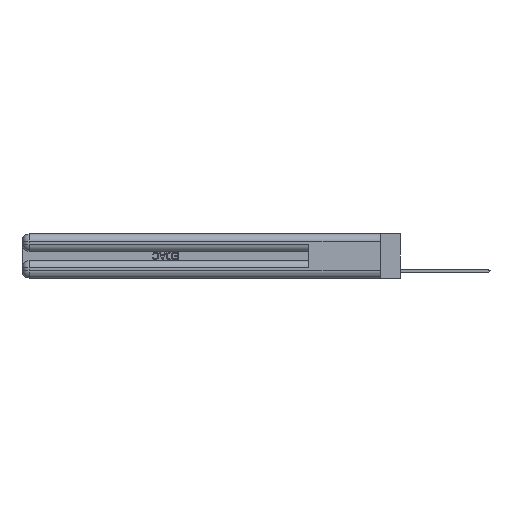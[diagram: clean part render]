
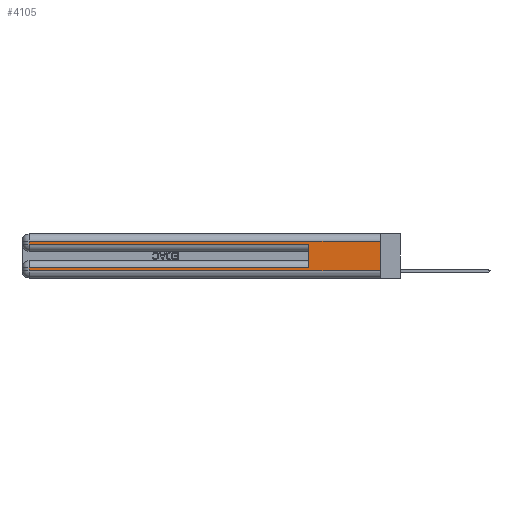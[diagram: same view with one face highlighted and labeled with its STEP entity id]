
A CAD part, left-side view. The second image highlights one B-rep face of the part: STEP entity #4105.
In plain terms, the highlighted planar face has unit normal (-1, 0, 0).
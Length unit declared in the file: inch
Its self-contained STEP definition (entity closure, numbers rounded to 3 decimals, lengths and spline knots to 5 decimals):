
#727 = CARTESIAN_POINT ( 'NONE',  ( 0., 0.6, 0.085 ) ) ;
#995 = VECTOR ( 'NONE', #4261, 39.37008 ) ;
#1227 = AXIS2_PLACEMENT_3D ( 'NONE', #30253, #5605, #26172 ) ;
#1722 = ORIENTED_EDGE ( 'NONE', *, *, #22129, .F. ) ;
#4105 = ADVANCED_FACE ( 'NONE', ( #9867 ), #26331, .F. ) ;
#4261 = DIRECTION ( 'NONE',  ( 0., -1., 0. ) ) ;
#4488 = CARTESIAN_POINT ( 'NONE',  ( 0., 0., 0.085 ) ) ;
#4762 = VECTOR ( 'NONE', #24793, 39.37008 ) ;
#5073 = DIRECTION ( 'NONE',  ( 0., 0., -1. ) ) ;
#5605 = DIRECTION ( 'NONE',  ( 1., 0., 0. ) ) ;
#6030 = VERTEX_POINT ( 'NONE', #17682 ) ;
#6257 = CARTESIAN_POINT ( 'NONE',  ( 0., 2.94, 0.06 ) ) ;
#6427 = VECTOR ( 'NONE', #15343, 39.37008 ) ;
#6486 = ORIENTED_EDGE ( 'NONE', *, *, #30496, .T. ) ;
#6566 = EDGE_CURVE ( 'NONE', #7238, #17475, #14307, .T. ) ;
#6824 = VECTOR ( 'NONE', #25056, 39.37008 ) ;
#7238 = VERTEX_POINT ( 'NONE', #727 ) ;
#7270 = CARTESIAN_POINT ( 'NONE',  ( 0., 2.94, 0.37 ) ) ;
#7920 = LINE ( 'NONE', #21071, #8903 ) ;
#8623 = LINE ( 'NONE', #18909, #9132 ) ;
#8903 = VECTOR ( 'NONE', #10456, 39.37008 ) ;
#9132 = VECTOR ( 'NONE', #29179, 39.37008 ) ;
#9595 = CARTESIAN_POINT ( 'NONE',  ( 0., 0., 0.06 ) ) ;
#9867 = FACE_OUTER_BOUND ( 'NONE', #12110, .T. ) ;
#10456 = DIRECTION ( 'NONE',  ( 0., 0., -1. ) ) ;
#12110 = EDGE_LOOP ( 'NONE', ( #1722, #23392, #32773, #15668, #18932, #28891, #15232, #6486 ) ) ;
#13245 = VERTEX_POINT ( 'NONE', #28100 ) ;
#13516 = VERTEX_POINT ( 'NONE', #15221 ) ;
#13963 = DIRECTION ( 'NONE',  ( 0., 0., 1. ) ) ;
#14099 = EDGE_CURVE ( 'NONE', #27572, #23685, #7920, .T. ) ;
#14138 = LINE ( 'NONE', #26755, #27710 ) ;
#14307 = LINE ( 'NONE', #4488, #6824 ) ;
#15221 = CARTESIAN_POINT ( 'NONE',  ( 0., 0., 0.31 ) ) ;
#15232 = ORIENTED_EDGE ( 'NONE', *, *, #29186, .T. ) ;
#15343 = DIRECTION ( 'NONE',  ( 0., 0., -1. ) ) ;
#15668 = ORIENTED_EDGE ( 'NONE', *, *, #19595, .T. ) ;
#15891 = EDGE_CURVE ( 'NONE', #7238, #6030, #14138, .T. ) ;
#16055 = CARTESIAN_POINT ( 'NONE',  ( 0., 2.94, 0.31 ) ) ;
#17475 = VERTEX_POINT ( 'NONE', #27108 ) ;
#17682 = CARTESIAN_POINT ( 'NONE',  ( 0., 0.6, 0.285 ) ) ;
#17878 = LINE ( 'NONE', #18377, #6427 ) ;
#18176 = CARTESIAN_POINT ( 'NONE',  ( 0., 2.94, 0.285 ) ) ;
#18377 = CARTESIAN_POINT ( 'NONE',  ( 0., 0., 0.37 ) ) ;
#18909 = CARTESIAN_POINT ( 'NONE',  ( 0., 0., 0.31 ) ) ;
#18932 = ORIENTED_EDGE ( 'NONE', *, *, #15891, .F. ) ;
#19595 = EDGE_CURVE ( 'NONE', #23685, #6030, #27034, .T. ) ;
#19923 = LINE ( 'NONE', #7270, #26243 ) ;
#20502 = EDGE_CURVE ( 'NONE', #13516, #27572, #8623, .T. ) ;
#20523 = VERTEX_POINT ( 'NONE', #6257 ) ;
#21071 = CARTESIAN_POINT ( 'NONE',  ( 0., 2.94, 0.37 ) ) ;
#22129 = EDGE_CURVE ( 'NONE', #13516, #13245, #17878, .T. ) ;
#23392 = ORIENTED_EDGE ( 'NONE', *, *, #20502, .T. ) ;
#23685 = VERTEX_POINT ( 'NONE', #18176 ) ;
#24634 = LINE ( 'NONE', #9595, #4762 ) ;
#24793 = DIRECTION ( 'NONE',  ( 0., -1., 0. ) ) ;
#25056 = DIRECTION ( 'NONE',  ( 0., 1., 0. ) ) ;
#26172 = DIRECTION ( 'NONE',  ( 0., 0., -1. ) ) ;
#26243 = VECTOR ( 'NONE', #5073, 39.37008 ) ;
#26331 = PLANE ( 'NONE',  #1227 ) ;
#26755 = CARTESIAN_POINT ( 'NONE',  ( 0., 0.6, 0.145 ) ) ;
#27034 = LINE ( 'NONE', #29718, #995 ) ;
#27108 = CARTESIAN_POINT ( 'NONE',  ( 0., 2.94, 0.085 ) ) ;
#27572 = VERTEX_POINT ( 'NONE', #16055 ) ;
#27710 = VECTOR ( 'NONE', #13963, 39.37008 ) ;
#28100 = CARTESIAN_POINT ( 'NONE',  ( 0., 0., 0.06 ) ) ;
#28891 = ORIENTED_EDGE ( 'NONE', *, *, #6566, .T. ) ;
#29179 = DIRECTION ( 'NONE',  ( 0., 1., 0. ) ) ;
#29186 = EDGE_CURVE ( 'NONE', #17475, #20523, #19923, .T. ) ;
#29718 = CARTESIAN_POINT ( 'NONE',  ( 0., 0., 0.285 ) ) ;
#30253 = CARTESIAN_POINT ( 'NONE',  ( 0., 0., 0.37 ) ) ;
#30496 = EDGE_CURVE ( 'NONE', #20523, #13245, #24634, .T. ) ;
#32773 = ORIENTED_EDGE ( 'NONE', *, *, #14099, .T. ) ;
